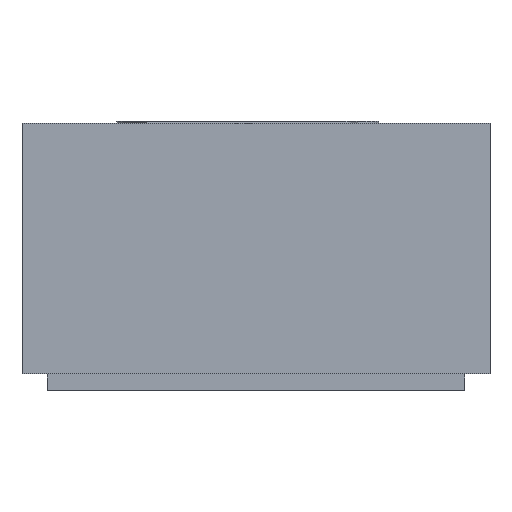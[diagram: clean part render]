
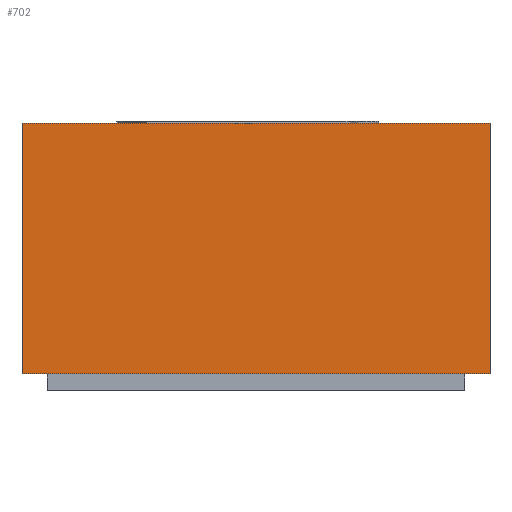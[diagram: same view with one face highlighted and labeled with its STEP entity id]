
A CAD part, front view. The second image highlights one B-rep face of the part: STEP entity #702.
In plain terms, the highlighted planar face has unit normal (0, -1, 0).
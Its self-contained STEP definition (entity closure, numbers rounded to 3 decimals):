
#49=FACE_OUTER_BOUND('',#95,.T.);
#95=EDGE_LOOP('',(#480,#481,#482,#483));
#140=LINE('',#996,#225);
#148=LINE('',#1011,#233);
#149=LINE('',#1013,#234);
#150=LINE('',#1014,#235);
#225=VECTOR('',#808,1.);
#233=VECTOR('',#820,1.);
#234=VECTOR('',#823,1.);
#235=VECTOR('',#824,1.);
#310=VERTEX_POINT('',#993);
#311=VERTEX_POINT('',#995);
#315=VERTEX_POINT('',#1007);
#316=VERTEX_POINT('',#1009);
#374=EDGE_CURVE('',#310,#311,#140,.T.);
#382=EDGE_CURVE('',#315,#316,#148,.T.);
#383=EDGE_CURVE('',#310,#315,#149,.T.);
#384=EDGE_CURVE('',#311,#316,#150,.T.);
#480=ORIENTED_EDGE('',*,*,#383,.T.);
#481=ORIENTED_EDGE('',*,*,#382,.T.);
#482=ORIENTED_EDGE('',*,*,#384,.F.);
#483=ORIENTED_EDGE('',*,*,#374,.F.);
#661=PLANE('',#756);
#702=ADVANCED_FACE('',(#49),#661,.T.);
#756=AXIS2_PLACEMENT_3D('',#1012,#821,#822);
#808=DIRECTION('',(0.,0.,1.));
#820=DIRECTION('',(0.,0.,1.));
#821=DIRECTION('center_axis',(0.,-1.,0.));
#822=DIRECTION('ref_axis',(1.,0.,0.));
#823=DIRECTION('',(1.,0.,0.));
#824=DIRECTION('',(1.,0.,0.));
#993=CARTESIAN_POINT('',(-0.14,-0.365,0.01));
#995=CARTESIAN_POINT('',(-0.14,-0.365,0.16));
#996=CARTESIAN_POINT('',(-0.14,-0.365,0.01));
#1007=CARTESIAN_POINT('',(0.14,-0.365,0.01));
#1009=CARTESIAN_POINT('',(0.14,-0.365,0.16));
#1011=CARTESIAN_POINT('',(0.14,-0.365,0.01));
#1012=CARTESIAN_POINT('Origin',(-0.14,-0.365,0.01));
#1013=CARTESIAN_POINT('',(-0.14,-0.365,0.01));
#1014=CARTESIAN_POINT('',(-0.14,-0.365,0.16));
